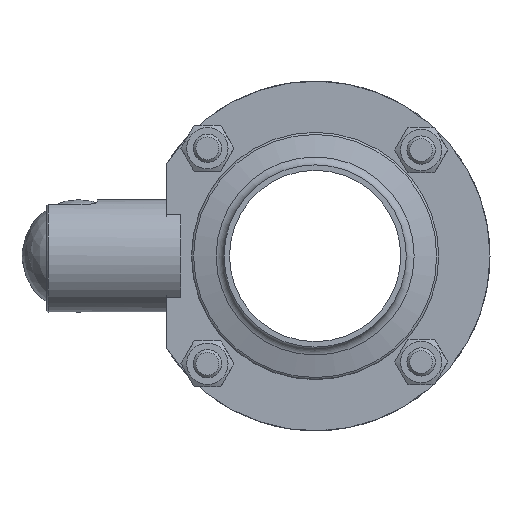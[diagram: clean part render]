
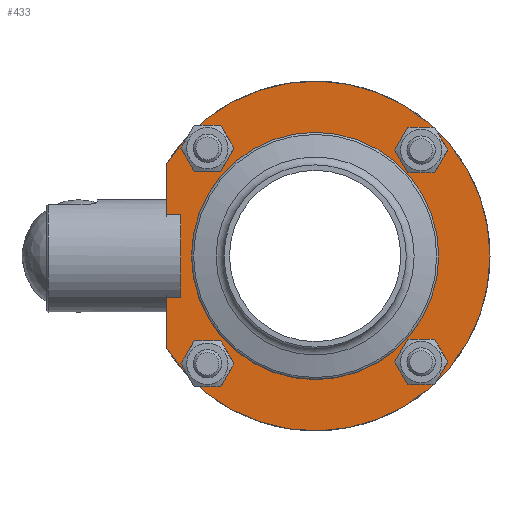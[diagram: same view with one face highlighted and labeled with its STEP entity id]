
A CAD part, left-side view. The second image highlights one B-rep face of the part: STEP entity #433.
In plain terms, the highlighted planar face has unit normal (-1, 0, 0).
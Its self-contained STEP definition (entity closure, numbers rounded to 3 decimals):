
#433 = ADVANCED_FACE( '', ( #835, #836, #837, #838, #839, #840 ), #841, .F. );
#835 = FACE_OUTER_BOUND( '', #1266, .T. );
#836 = FACE_BOUND( '', #1267, .T. );
#837 = FACE_BOUND( '', #1268, .T. );
#838 = FACE_BOUND( '', #1269, .T. );
#839 = FACE_BOUND( '', #1270, .T. );
#840 = FACE_BOUND( '', #1271, .T. );
#841 = PLANE( '', #1272 );
#1266 = EDGE_LOOP( '', ( #2350, #2351 ) );
#1267 = EDGE_LOOP( '', ( #2352 ) );
#1268 = EDGE_LOOP( '', ( #2353 ) );
#1269 = EDGE_LOOP( '', ( #2354 ) );
#1270 = EDGE_LOOP( '', ( #2355 ) );
#1271 = EDGE_LOOP( '', ( #2356 ) );
#1272 = AXIS2_PLACEMENT_3D( '', #2357, #2358, #2359 );
#2350 = ORIENTED_EDGE( '', *, *, #2734, .F. );
#2351 = ORIENTED_EDGE( '', *, *, #2735, .F. );
#2352 = ORIENTED_EDGE( '', *, *, #2736, .F. );
#2353 = ORIENTED_EDGE( '', *, *, #2737, .T. );
#2354 = ORIENTED_EDGE( '', *, *, #2738, .T. );
#2355 = ORIENTED_EDGE( '', *, *, #2739, .T. );
#2356 = ORIENTED_EDGE( '', *, *, #2733, .T. );
#2357 = CARTESIAN_POINT( '', ( -11., 0., 0. ) );
#2358 = DIRECTION( '', ( 1., 0., 0. ) );
#2359 = DIRECTION( '', ( 0., 0., -1. ) );
#2733 = EDGE_CURVE( '', #3263, #3263, #3264, .T. );
#2734 = EDGE_CURVE( '', #3265, #3266, #3267, .T. );
#2735 = EDGE_CURVE( '', #3266, #3265, #3268, .T. );
#2736 = EDGE_CURVE( '', #3269, #3269, #3270, .F. );
#2737 = EDGE_CURVE( '', #3271, #3271, #3272, .T. );
#2738 = EDGE_CURVE( '', #3273, #3273, #3274, .T. );
#2739 = EDGE_CURVE( '', #3275, #3275, #3276, .T. );
#3263 = VERTEX_POINT( '', #4574 );
#3264 = CIRCLE( '', #4575, 4.5 );
#3265 = VERTEX_POINT( '', #4576 );
#3266 = VERTEX_POINT( '', #4577 );
#3267 = CIRCLE( '', #4578, 49.5 );
#3268 = LINE( '', #4579, #4580 );
#3269 = VERTEX_POINT( '', #4581 );
#3270 = CIRCLE( '', #4582, 35. );
#3271 = VERTEX_POINT( '', #4583 );
#3272 = CIRCLE( '', #4584, 4.5 );
#3273 = VERTEX_POINT( '', #4585 );
#3274 = CIRCLE( '', #4586, 4.5 );
#3275 = VERTEX_POINT( '', #4587 );
#3276 = CIRCLE( '', #4588, 4.5 );
#4574 = CARTESIAN_POINT( '', ( -11., 30.5, 26. ) );
#4575 = AXIS2_PLACEMENT_3D( '', #5032, #5033, #5034 );
#4576 = CARTESIAN_POINT( '', ( -11., 42., 26.196 ) );
#4577 = CARTESIAN_POINT( '', ( -11., 42., -26.196 ) );
#4578 = AXIS2_PLACEMENT_3D( '', #5035, #5036, #5037 );
#4579 = CARTESIAN_POINT( '', ( -11., 42., 0. ) );
#4580 = VECTOR( '', #5038, 1000. );
#4581 = CARTESIAN_POINT( '', ( -11., 0., -35. ) );
#4582 = AXIS2_PLACEMENT_3D( '', #5039, #5040, #5041 );
#4583 = CARTESIAN_POINT( '', ( -11., -30., -34.5 ) );
#4584 = AXIS2_PLACEMENT_3D( '', #5042, #5043, #5044 );
#4585 = CARTESIAN_POINT( '', ( -11., -30., 25.5 ) );
#4586 = AXIS2_PLACEMENT_3D( '', #5045, #5046, #5047 );
#4587 = CARTESIAN_POINT( '', ( -11., 30.5, -35. ) );
#4588 = AXIS2_PLACEMENT_3D( '', #5048, #5049, #5050 );
#5032 = CARTESIAN_POINT( '', ( -11., 30.5, 30.5 ) );
#5033 = DIRECTION( '', ( 1., 0., 0. ) );
#5034 = DIRECTION( '', ( 0., 0., -1. ) );
#5035 = CARTESIAN_POINT( '', ( -11., 0., 0. ) );
#5036 = DIRECTION( '', ( 1., 0., 0. ) );
#5037 = DIRECTION( '', ( 0., 0., -1. ) );
#5038 = DIRECTION( '', ( 0., 0., 1. ) );
#5039 = CARTESIAN_POINT( '', ( -11., 0., 0. ) );
#5040 = DIRECTION( '', ( 1., 0., 0. ) );
#5041 = DIRECTION( '', ( 0., 0., -1. ) );
#5042 = CARTESIAN_POINT( '', ( -11., -30., -30. ) );
#5043 = DIRECTION( '', ( 1., 0., 0. ) );
#5044 = DIRECTION( '', ( 0., 0., -1. ) );
#5045 = CARTESIAN_POINT( '', ( -11., -30., 30. ) );
#5046 = DIRECTION( '', ( 1., 0., 0. ) );
#5047 = DIRECTION( '', ( 0., 0., -1. ) );
#5048 = CARTESIAN_POINT( '', ( -11., 30.5, -30.5 ) );
#5049 = DIRECTION( '', ( 1., 0., 0. ) );
#5050 = DIRECTION( '', ( 0., 0., -1. ) );
